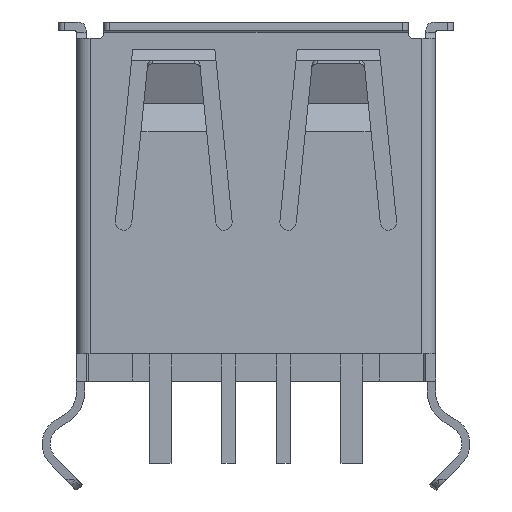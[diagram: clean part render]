
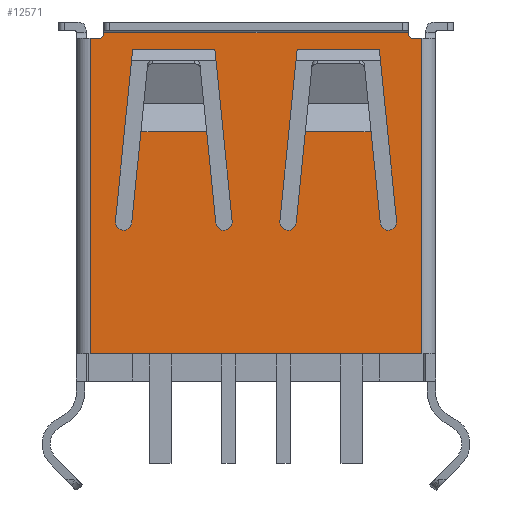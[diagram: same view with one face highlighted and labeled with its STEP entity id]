
A CAD part, front view. The second image highlights one B-rep face of the part: STEP entity #12571.
In plain terms, the highlighted planar face has unit normal (0, -1, 0).
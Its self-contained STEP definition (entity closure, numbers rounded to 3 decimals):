
#283=FACE_BOUND('',#1489,.T.);
#284=FACE_BOUND('',#1490,.T.);
#470=CIRCLE('',#13257,0.3);
#474=CIRCLE('',#13266,0.3);
#501=CIRCLE('',#13325,0.2);
#502=CIRCLE('',#13326,0.2);
#503=CIRCLE('',#13327,0.3);
#504=CIRCLE('',#13328,0.3);
#823=FACE_OUTER_BOUND('',#1488,.T.);
#1488=EDGE_LOOP('',(#8279,#8280,#8281,#8282,#8283,#8284,#8285,#8286));
#1489=EDGE_LOOP('',(#8287,#8288,#8289,#8290,#8291,#8292,#8293,#8294));
#1490=EDGE_LOOP('',(#8295,#8296,#8297,#8298,#8299,#8300,#8301,#8302));
#2354=LINE('',#17744,#3709);
#2355=LINE('',#17748,#3710);
#2356=LINE('',#17750,#3711);
#2357=LINE('',#17752,#3712);
#2358=LINE('',#17754,#3713);
#2359=LINE('',#17755,#3714);
#2360=LINE('',#17758,#3715);
#2361=LINE('',#17759,#3716);
#2362=LINE('',#17761,#3717);
#2363=LINE('',#17763,#3718);
#2364=LINE('',#17765,#3719);
#2365=LINE('',#17768,#3720);
#2366=LINE('',#17771,#3721);
#2367=LINE('',#17773,#3722);
#2368=LINE('',#17777,#3723);
#2369=LINE('',#17779,#3724);
#2370=LINE('',#17780,#3725);
#2371=LINE('',#17781,#3726);
#3709=VECTOR('',#14586,1000.);
#3710=VECTOR('',#14589,1000.);
#3711=VECTOR('',#14590,1000.);
#3712=VECTOR('',#14591,1000.);
#3713=VECTOR('',#14592,1000.);
#3714=VECTOR('',#14593,1000.);
#3715=VECTOR('',#14594,1000.);
#3716=VECTOR('',#14595,1000.);
#3717=VECTOR('',#14596,1000.);
#3718=VECTOR('',#14597,1000.);
#3719=VECTOR('',#14598,1000.);
#3720=VECTOR('',#14601,1000.);
#3721=VECTOR('',#14602,1000.);
#3722=VECTOR('',#14603,1000.);
#3723=VECTOR('',#14606,1000.);
#3724=VECTOR('',#14607,1000.);
#3725=VECTOR('',#14608,1000.);
#3726=VECTOR('',#14609,1000.);
#4922=VERTEX_POINT('',#17414);
#4923=VERTEX_POINT('',#17416);
#4934=VERTEX_POINT('',#17441);
#4935=VERTEX_POINT('',#17443);
#5052=VERTEX_POINT('',#17740);
#5053=VERTEX_POINT('',#17741);
#5054=VERTEX_POINT('',#17743);
#5055=VERTEX_POINT('',#17745);
#5056=VERTEX_POINT('',#17747);
#5057=VERTEX_POINT('',#17749);
#5058=VERTEX_POINT('',#17751);
#5059=VERTEX_POINT('',#17753);
#5060=VERTEX_POINT('',#17756);
#5061=VERTEX_POINT('',#17757);
#5062=VERTEX_POINT('',#17760);
#5063=VERTEX_POINT('',#17762);
#5064=VERTEX_POINT('',#17764);
#5065=VERTEX_POINT('',#17766);
#5066=VERTEX_POINT('',#17769);
#5067=VERTEX_POINT('',#17770);
#5068=VERTEX_POINT('',#17772);
#5069=VERTEX_POINT('',#17774);
#5070=VERTEX_POINT('',#17776);
#5071=VERTEX_POINT('',#17778);
#6162=EDGE_CURVE('',#4922,#4923,#470,.T.);
#6174=EDGE_CURVE('',#4935,#4934,#474,.T.);
#6306=EDGE_CURVE('',#5052,#5053,#501,.T.);
#6307=EDGE_CURVE('',#5053,#5054,#2354,.T.);
#6308=EDGE_CURVE('',#5054,#5055,#502,.T.);
#6309=EDGE_CURVE('',#5055,#5056,#2355,.T.);
#6310=EDGE_CURVE('',#5057,#5056,#2356,.T.);
#6311=EDGE_CURVE('',#5058,#5057,#2357,.T.);
#6312=EDGE_CURVE('',#5058,#5059,#2358,.T.);
#6313=EDGE_CURVE('',#5059,#5052,#2359,.T.);
#6314=EDGE_CURVE('',#5060,#5061,#2360,.T.);
#6315=EDGE_CURVE('',#4923,#5061,#2361,.T.);
#6316=EDGE_CURVE('',#5062,#4922,#2362,.T.);
#6317=EDGE_CURVE('',#5063,#5062,#2363,.T.);
#6318=EDGE_CURVE('',#5064,#5063,#2364,.T.);
#6319=EDGE_CURVE('',#5065,#5064,#503,.T.);
#6320=EDGE_CURVE('',#5060,#5065,#2365,.T.);
#6321=EDGE_CURVE('',#5066,#5067,#2366,.T.);
#6322=EDGE_CURVE('',#5066,#5068,#2367,.T.);
#6323=EDGE_CURVE('',#5068,#5069,#504,.T.);
#6324=EDGE_CURVE('',#5069,#5070,#2368,.T.);
#6325=EDGE_CURVE('',#5070,#5071,#2369,.T.);
#6326=EDGE_CURVE('',#5071,#4935,#2370,.T.);
#6327=EDGE_CURVE('',#4934,#5067,#2371,.T.);
#8279=ORIENTED_EDGE('',*,*,#6306,.T.);
#8280=ORIENTED_EDGE('',*,*,#6307,.T.);
#8281=ORIENTED_EDGE('',*,*,#6308,.T.);
#8282=ORIENTED_EDGE('',*,*,#6309,.T.);
#8283=ORIENTED_EDGE('',*,*,#6310,.F.);
#8284=ORIENTED_EDGE('',*,*,#6311,.F.);
#8285=ORIENTED_EDGE('',*,*,#6312,.T.);
#8286=ORIENTED_EDGE('',*,*,#6313,.T.);
#8287=ORIENTED_EDGE('',*,*,#6314,.T.);
#8288=ORIENTED_EDGE('',*,*,#6315,.F.);
#8289=ORIENTED_EDGE('',*,*,#6162,.F.);
#8290=ORIENTED_EDGE('',*,*,#6316,.F.);
#8291=ORIENTED_EDGE('',*,*,#6317,.F.);
#8292=ORIENTED_EDGE('',*,*,#6318,.F.);
#8293=ORIENTED_EDGE('',*,*,#6319,.F.);
#8294=ORIENTED_EDGE('',*,*,#6320,.F.);
#8295=ORIENTED_EDGE('',*,*,#6321,.F.);
#8296=ORIENTED_EDGE('',*,*,#6322,.T.);
#8297=ORIENTED_EDGE('',*,*,#6323,.T.);
#8298=ORIENTED_EDGE('',*,*,#6324,.T.);
#8299=ORIENTED_EDGE('',*,*,#6325,.T.);
#8300=ORIENTED_EDGE('',*,*,#6326,.T.);
#8301=ORIENTED_EDGE('',*,*,#6174,.T.);
#8302=ORIENTED_EDGE('',*,*,#6327,.T.);
#11432=PLANE('',#13324);
#12571=ADVANCED_FACE('',(#823,#283,#284),#11432,.F.);
#13257=AXIS2_PLACEMENT_3D('',#17417,#14353,#14354);
#13266=AXIS2_PLACEMENT_3D('',#17444,#14377,#14378);
#13324=AXIS2_PLACEMENT_3D('',#17739,#14582,#14583);
#13325=AXIS2_PLACEMENT_3D('',#17742,#14584,#14585);
#13326=AXIS2_PLACEMENT_3D('',#17746,#14587,#14588);
#13327=AXIS2_PLACEMENT_3D('',#17767,#14599,#14600);
#13328=AXIS2_PLACEMENT_3D('',#17775,#14604,#14605);
#14353=DIRECTION('center_axis',(0.,-1.,0.));
#14354=DIRECTION('ref_axis',(-1.,0.,0.));
#14377=DIRECTION('center_axis',(0.,1.,0.));
#14378=DIRECTION('ref_axis',(1.,0.,0.));
#14582=DIRECTION('center_axis',(0.,1.,0.));
#14583=DIRECTION('ref_axis',(-1.,0.,0.));
#14584=DIRECTION('center_axis',(0.,1.,0.));
#14585=DIRECTION('ref_axis',(1.,0.,0.));
#14586=DIRECTION('',(-1.,0.,0.));
#14587=DIRECTION('center_axis',(0.,1.,0.));
#14588=DIRECTION('ref_axis',(-1.,0.,0.));
#14589=DIRECTION('',(-1.,0.,0.));
#14590=DIRECTION('',(0.,0.,1.));
#14591=DIRECTION('',(-1.,0.,0.));
#14592=DIRECTION('',(0.,0.,1.));
#14593=DIRECTION('',(-1.,0.,0.));
#14594=DIRECTION('',(-1.,0.,0.));
#14595=DIRECTION('',(0.1,0.,0.995));
#14596=DIRECTION('',(-0.1,0.,-0.995));
#14597=DIRECTION('',(-1.,0.,0.));
#14598=DIRECTION('',(-0.1,0.,0.995));
#14599=DIRECTION('center_axis',(0.,-1.,0.));
#14600=DIRECTION('ref_axis',(1.,0.,0.));
#14601=DIRECTION('',(0.1,0.,-0.995));
#14602=DIRECTION('',(1.,0.,0.));
#14603=DIRECTION('',(-0.1,0.,-0.995));
#14604=DIRECTION('center_axis',(0.,1.,0.));
#14605=DIRECTION('ref_axis',(-1.,0.,0.));
#14606=DIRECTION('',(0.1,0.,0.995));
#14607=DIRECTION('',(1.,0.,0.));
#14608=DIRECTION('',(0.1,0.,-0.995));
#14609=DIRECTION('',(-0.1,0.,0.995));
#17414=CARTESIAN_POINT('',(0.87,-2.85,-7.27));
#17416=CARTESIAN_POINT('',(1.467,-2.85,-7.33));
#17417=CARTESIAN_POINT('Origin',(1.168,-2.85,-7.3));
#17441=CARTESIAN_POINT('',(-1.467,-2.85,-7.33));
#17443=CARTESIAN_POINT('',(-0.87,-2.85,-7.27));
#17444=CARTESIAN_POINT('Origin',(-1.168,-2.85,-7.3));
#17739=CARTESIAN_POINT('Origin',(-6.05,-2.85,-13.1));
#17740=CARTESIAN_POINT('',(5.75,-2.85,-0.6));
#17741=CARTESIAN_POINT('',(5.55,-2.85,-0.4));
#17742=CARTESIAN_POINT('Origin',(5.75,-2.85,-0.4));
#17743=CARTESIAN_POINT('',(-5.55,-2.85,-0.4));
#17744=CARTESIAN_POINT('',(-5.55,-2.85,-0.4));
#17745=CARTESIAN_POINT('',(-5.75,-2.85,-0.6));
#17746=CARTESIAN_POINT('Origin',(-5.75,-2.85,-0.4));
#17747=CARTESIAN_POINT('',(-6.05,-2.85,-0.6));
#17748=CARTESIAN_POINT('',(-6.55,-2.85,-0.6));
#17749=CARTESIAN_POINT('',(-6.05,-2.85,-12.1));
#17750=CARTESIAN_POINT('',(-6.05,-2.85,-13.1));
#17751=CARTESIAN_POINT('',(6.05,-2.85,-12.1));
#17752=CARTESIAN_POINT('',(6.55,-2.85,-12.1));
#17753=CARTESIAN_POINT('',(6.05,-2.85,-0.6));
#17754=CARTESIAN_POINT('',(6.05,-2.85,-13.1));
#17755=CARTESIAN_POINT('',(6.55,-2.85,-0.6));
#17756=CARTESIAN_POINT('',(4.198,-2.85,-4.));
#17757=CARTESIAN_POINT('',(1.802,-2.85,-4.));
#17758=CARTESIAN_POINT('',(4.5,-2.85,-4.));
#17759=CARTESIAN_POINT('',(1.467,-2.85,-7.33));
#17760=CARTESIAN_POINT('',(1.5,-2.85,-1.));
#17761=CARTESIAN_POINT('',(1.5,-2.85,-1.));
#17762=CARTESIAN_POINT('',(4.5,-2.85,-1.));
#17763=CARTESIAN_POINT('',(4.5,-2.85,-1.));
#17764=CARTESIAN_POINT('',(5.13,-2.85,-7.27));
#17765=CARTESIAN_POINT('',(4.5,-2.85,-1.));
#17766=CARTESIAN_POINT('',(4.533,-2.85,-7.33));
#17767=CARTESIAN_POINT('Origin',(4.832,-2.85,-7.3));
#17768=CARTESIAN_POINT('',(4.533,-2.85,-7.33));
#17769=CARTESIAN_POINT('',(-4.198,-2.85,-4.));
#17770=CARTESIAN_POINT('',(-1.802,-2.85,-4.));
#17771=CARTESIAN_POINT('',(-4.5,-2.85,-4.));
#17772=CARTESIAN_POINT('',(-4.533,-2.85,-7.33));
#17773=CARTESIAN_POINT('',(-4.533,-2.85,-7.33));
#17774=CARTESIAN_POINT('',(-5.13,-2.85,-7.27));
#17775=CARTESIAN_POINT('Origin',(-4.832,-2.85,-7.3));
#17776=CARTESIAN_POINT('',(-4.5,-2.85,-1.));
#17777=CARTESIAN_POINT('',(-4.5,-2.85,-1.));
#17778=CARTESIAN_POINT('',(-1.5,-2.85,-1.));
#17779=CARTESIAN_POINT('',(-4.5,-2.85,-1.));
#17780=CARTESIAN_POINT('',(-1.5,-2.85,-1.));
#17781=CARTESIAN_POINT('',(-1.467,-2.85,-7.33));
